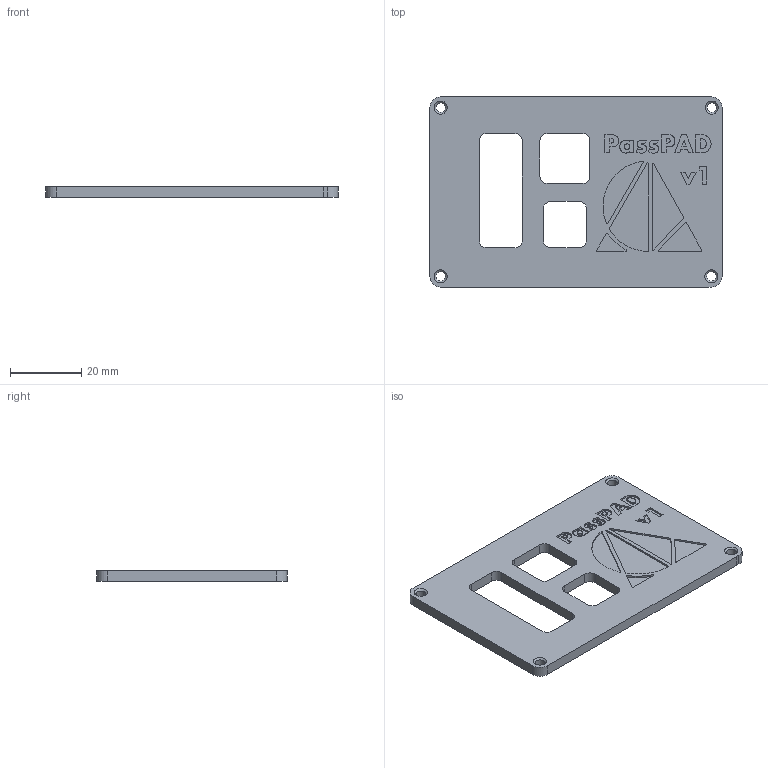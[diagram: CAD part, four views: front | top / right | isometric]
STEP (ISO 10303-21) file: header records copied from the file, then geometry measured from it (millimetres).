
FILE_DESCRIPTION(('HOOPS Exchange Step'),'2;1');
FILE_NAME('temp_export','2025-06-27T16:27:23-04:00',('mobile'),('Shapr3D Limited'),'HOOPS Exchange 2024.8','Shapr3D','Authorized');
FILE_SCHEMA( ('AP242_MANAGED_MODEL_BASED_3D_ENGINEERING_MIM_LF {1 0 10303 442 1 1 4}') );
Length unit declared in the file: millimetre
Products named in the file (1): Body 140
Bounding box: 81.82 x 53.24 x 3 mm (x, y, z)
Volume: 10540.9 mm3; surface area: 8831 mm2
Topology: 1 solids, 1 shells, 258 faces, 715 edges, 478 vertices
Faces by surface type: plane 215, cylinder 20, bspline 19, cone 4
Full cylindrical faces by diameter (mm): 2.7 x4
Entity records: 8953 total; most frequent: CARTESIAN_POINT 2352, ORIENTED_EDGE 1430, DIRECTION 1211, EDGE_CURVE 715, VECTOR 625, LINE 625, VERTEX_POINT 478, AXIS2_PLACEMENT_3D 293
